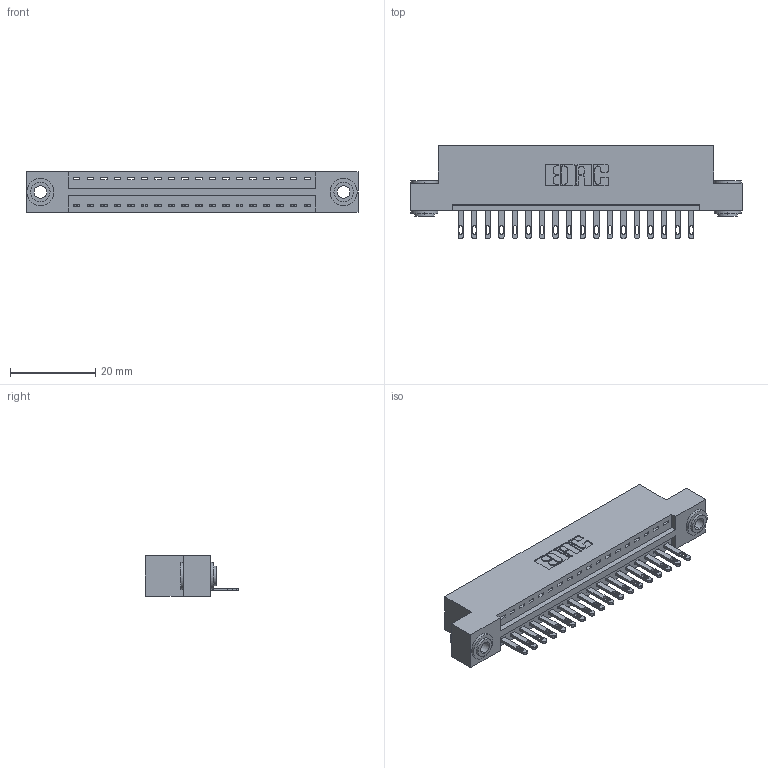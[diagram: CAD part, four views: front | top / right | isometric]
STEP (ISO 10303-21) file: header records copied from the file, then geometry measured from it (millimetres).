
FILE_DESCRIPTION (( 'STEP AP203' ), '1' );
FILE_NAME ('346-018-500-103.STEP', '2018-08-20T06:43:58', ( '' ), ( '' ), 'SwSTEP 2.0', 'SolidWorks 2016', '' );
FILE_SCHEMA (( 'CONFIG_CONTROL_DESIGN' ));
Length unit declared in the file: inch
Products named in the file (4): 346-018-500-103; 346 Part_Flush Mounting Lugs - 0.156 Dia-TH; 345-292-001_345-293-100; 345-250-002_345-250-002-102
Assembly tree (21 placements, depth 2):
  346-018-500-103
    346 Part_Flush Mounting Lugs - 0.156 Dia-TH
    345-292-001_345-293-100  x18
    345-250-002_345-250-002-102  x2
Bounding box: 77.72 x 21.84 x 9.4 mm (x, y, z)
Volume: 7305.1 mm3; surface area: 9132.5 mm2
Topology: 21 solids, 21 shells, 1132 faces, 3429 edges, 2282 vertices
Faces by surface type: plane 698, cylinder 426, cone 8
Entity records: 14982 total; most frequent: CARTESIAN_POINT 2553, ORIENTED_EDGE 2498, DIRECTION 2315, EDGE_CURVE 1249, LINE 1017, VECTOR 1017, VERTEX_POINT 830, AXIS2_PLACEMENT_3D 649
